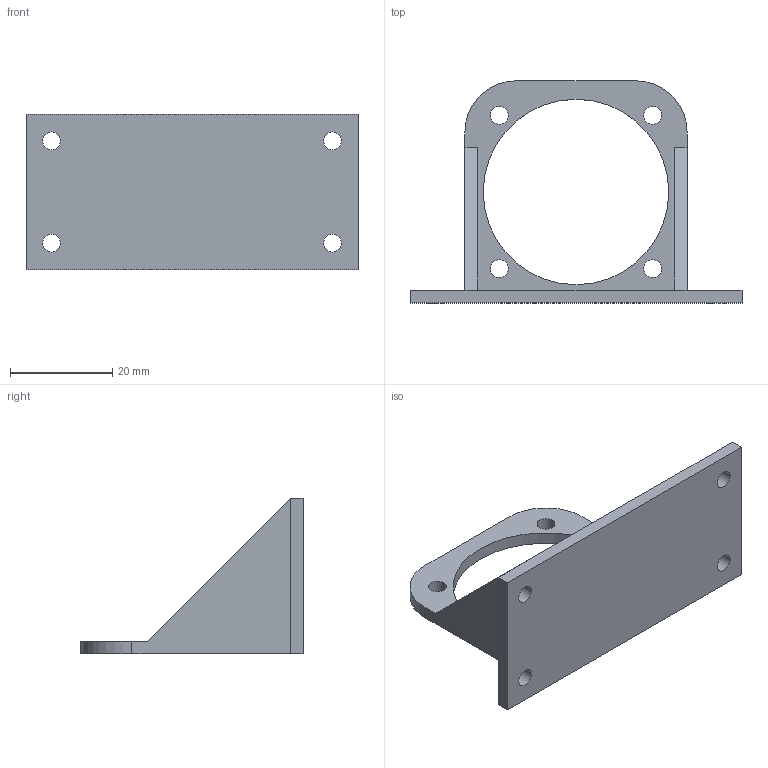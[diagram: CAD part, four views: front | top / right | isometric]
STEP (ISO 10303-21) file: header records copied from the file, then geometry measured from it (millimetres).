
FILE_DESCRIPTION (( 'STEP AP214' ), '1' );
FILE_NAME ('SoporteCooler.STEP', '2024-03-12T12:15:10', ( '' ), ( '' ), 'SwSTEP 2.0', 'SolidWorks 2018', '' );
FILE_SCHEMA (( 'AUTOMOTIVE_DESIGN' ));
Length unit declared in the file: millimetre
Products named in the file (1): SoporteCooler
Bounding box: 65 x 43.5 x 30.5 mm (x, y, z)
Volume: 8488 mm3; surface area: 7874.4 mm2
Topology: 1 solids, 1 shells, 36 faces, 98 edges, 64 vertices
Faces by surface type: cylinder 20, plane 16
Entity records: 1220 total; most frequent: DIRECTION 212, CARTESIAN_POINT 199, ORIENTED_EDGE 196, EDGE_CURVE 98, AXIS2_PLACEMENT_3D 77, VERTEX_POINT 64, VECTOR 58, LINE 58
